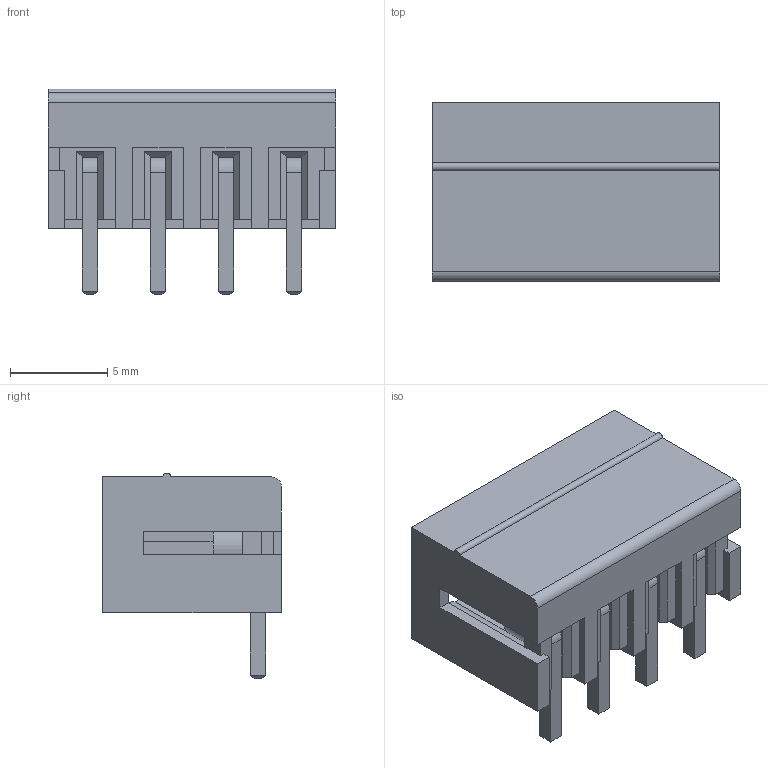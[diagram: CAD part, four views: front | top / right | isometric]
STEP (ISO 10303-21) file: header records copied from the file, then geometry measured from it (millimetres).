
FILE_DESCRIPTION(/* description */ (''),/* implementation_level */ '2;1');
FILE_NAME(/* name */ 'ECH350R-04P.stp',/* time_stamp */ '2019-03-21T01:08:48+03:00',/* author */ ('Boris'),/* organization */ (''),/* preprocessor_version */ 'ST-DEVELOPER v17.2',/* originating_system */ 'Autodesk Inventor 2019',/* authorisation */ '');
FILE_SCHEMA (('AUTOMOTIVE_DESIGN { 1 0 10303 214 3 1 1 }'));
Length unit declared in the file: millimetre
Products named in the file (3): ECH350R-04P; ECH350R-04P body; contact
Assembly tree (5 placements, depth 2):
  ECH350R-04P
    ECH350R-04P body
    contact  x4
Bounding box: 14.8 x 9.2 x 10.6 mm (x, y, z)
Volume: 459.6 mm3; surface area: 1580.6 mm2
Topology: 5 solids, 5 shells, 229 faces, 613 edges, 390 vertices
Faces by surface type: plane 215, cylinder 14
Full cylindrical faces by diameter (mm): 2.2 x4
Entity records: 5823 total; most frequent: CARTESIAN_POINT 1012, ORIENTED_EDGE 1004, DIRECTION 900, EDGE_CURVE 502, LINE 476, VECTOR 476, VERTEX_POINT 324, AXIS2_PLACEMENT_3D 212
